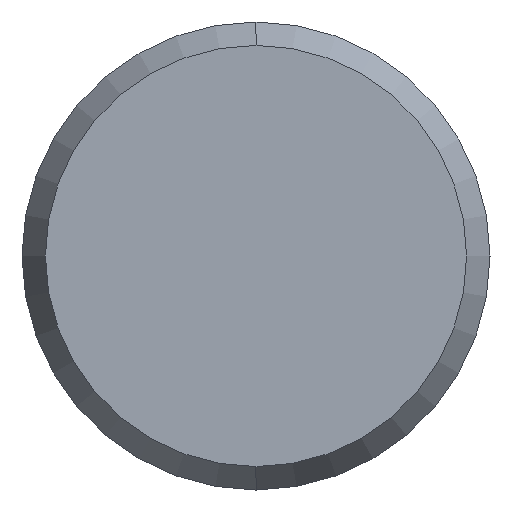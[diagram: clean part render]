
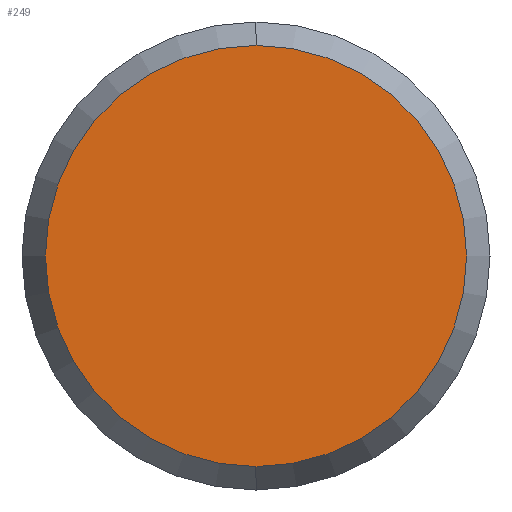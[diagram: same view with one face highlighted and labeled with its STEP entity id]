
A CAD part, left-side view. The second image highlights one B-rep face of the part: STEP entity #249.
In plain terms, the highlighted planar face has unit normal (-1, 0, 0).
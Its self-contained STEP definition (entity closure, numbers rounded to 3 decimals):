
#48 = PLANE ( 'NONE',  #104 ) ;
#71 = ORIENTED_EDGE ( 'NONE', *, *, #109, .T. ) ;
#100 = DIRECTION ( 'NONE',  ( 0., 0., 1. ) ) ;
#104 = AXIS2_PLACEMENT_3D ( 'NONE', #426, #186, #567 ) ;
#109 = EDGE_CURVE ( 'NONE', #120, #121, #253, .T. ) ;
#120 = VERTEX_POINT ( 'NONE', #307 ) ;
#121 = VERTEX_POINT ( 'NONE', #411 ) ;
#148 = FACE_OUTER_BOUND ( 'NONE', #166, .T. ) ;
#166 = EDGE_LOOP ( 'NONE', ( #71, #357 ) ) ;
#169 = EDGE_CURVE ( 'NONE', #121, #120, #601, .T. ) ;
#186 = DIRECTION ( 'NONE',  ( 1., 0., 0. ) ) ;
#187 = CARTESIAN_POINT ( 'NONE',  ( 0., 0., 0. ) ) ;
#221 = DIRECTION ( 'NONE',  ( 0., 0., 1. ) ) ;
#249 = ADVANCED_FACE ( 'NONE', ( #148 ), #48, .F. ) ;
#253 = CIRCLE ( 'NONE', #442, 18. ) ;
#265 = CARTESIAN_POINT ( 'NONE',  ( 0., 0., 0. ) ) ;
#307 = CARTESIAN_POINT ( 'NONE',  ( 0., 0., 18. ) ) ;
#313 = AXIS2_PLACEMENT_3D ( 'NONE', #187, #516, #100 ) ;
#357 = ORIENTED_EDGE ( 'NONE', *, *, #169, .T. ) ;
#411 = CARTESIAN_POINT ( 'NONE',  ( 0., 0., -18. ) ) ;
#426 = CARTESIAN_POINT ( 'NONE',  ( 0., 0., 0. ) ) ;
#442 = AXIS2_PLACEMENT_3D ( 'NONE', #265, #599, #221 ) ;
#516 = DIRECTION ( 'NONE',  ( -1., 0., 0. ) ) ;
#567 = DIRECTION ( 'NONE',  ( 0., 0., -1. ) ) ;
#599 = DIRECTION ( 'NONE',  ( -1., 0., 0. ) ) ;
#601 = CIRCLE ( 'NONE', #313, 18. ) ;
